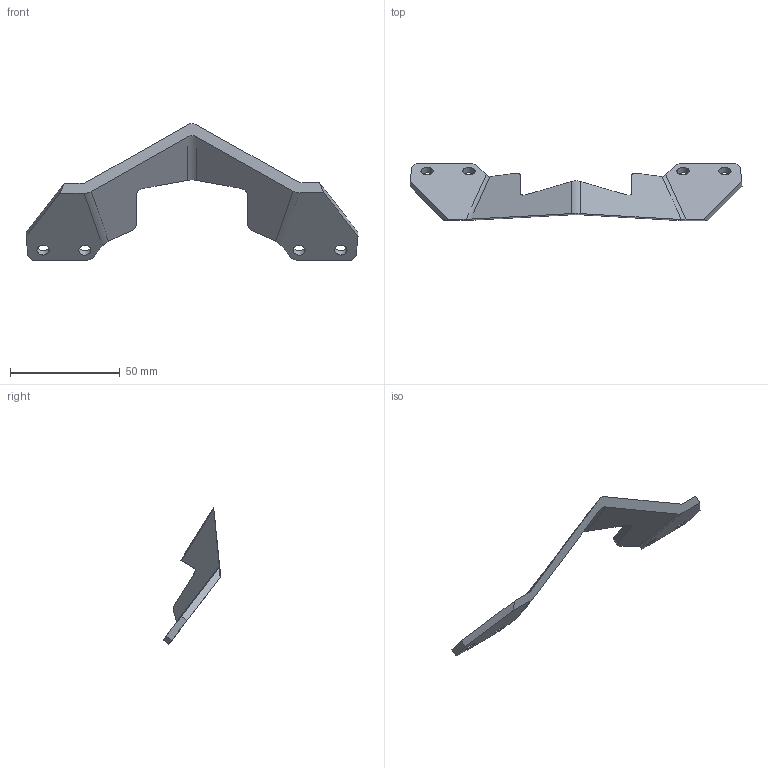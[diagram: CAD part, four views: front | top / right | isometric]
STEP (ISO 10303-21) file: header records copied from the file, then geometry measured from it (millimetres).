
FILE_DESCRIPTION(/* description */ (''),/* implementation_level */ '2;1');
FILE_NAME(/* name */ 'triangle feeder wedge_.step',/* time_stamp */ '2024-01-03T15:45:19-05:00',/* author */ (''),/* organization */ (''),/* preprocessor_version */ 'ST-DEVELOPER v20',/* originating_system */ 'Autodesk Translation Framework v12.14.0.127',/* authorisation */ '');
FILE_SCHEMA (('AUTOMOTIVE_DESIGN { 1 0 10303 214 3 1 1 }'));
Length unit declared in the file: inch
Products named in the file (1): triangle feeder wedge
Bounding box: 151.28 x 26.16 x 62.32 mm (x, y, z)
Volume: 14253.1 mm3; surface area: 10752.8 mm2
Topology: 1 solids, 1 shells, 42 faces, 112 edges, 72 vertices
Faces by surface type: plane 26, cylinder 10, bspline 6
Entity records: 1427 total; most frequent: CARTESIAN_POINT 337, ORIENTED_EDGE 224, DIRECTION 206, EDGE_CURVE 112, LINE 84, VECTOR 84, VERTEX_POINT 72, AXIS2_PLACEMENT_3D 61
